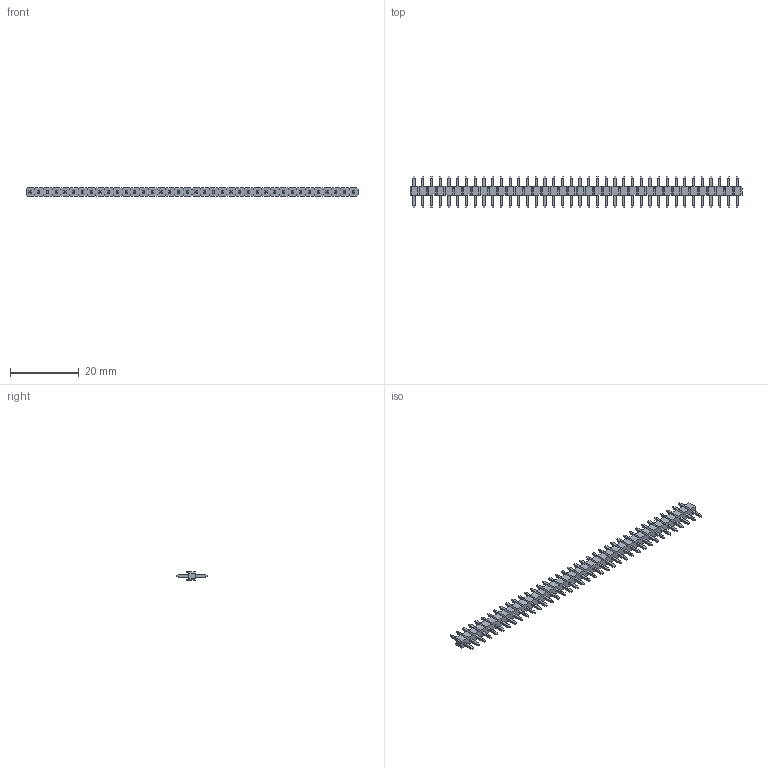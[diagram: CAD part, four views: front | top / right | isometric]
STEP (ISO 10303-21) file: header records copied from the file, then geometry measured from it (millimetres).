
FILE_DESCRIPTION(('STEP AP214'),'1');
FILE_NAME(' ',' ',('TraceParts'),('TraceParts S.A.'),'XStep 1.0',' ',' ');
FILE_SCHEMA(('automotive_design'));
Length unit declared in the file: millimetre
Products named in the file (1): 1
Bounding box: 96.52 x 9.2 x 2.5 mm (x, y, z)
Volume: 571.8 mm3; surface area: 1825 mm2
Topology: 1 solids, 1 shells, 1140 faces, 2882 edges, 1820 vertices
Faces by surface type: plane 1140
Entity records: 65740 total; most frequent: CARTESIAN_POINT 5843, STYLED_ITEM 5842, PRESENTATION_STYLE_ASSIGNMENT 5842, COLOUR_RGB 5842, ORIENTED_EDGE 5764, DIRECTION 5164, EDGE_CURVE 2882, CURVE_STYLE 2882
